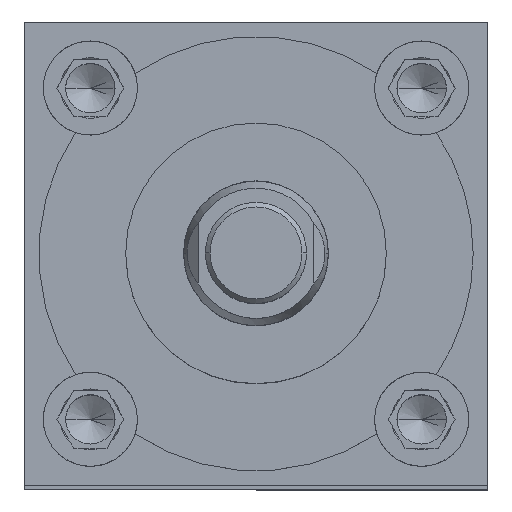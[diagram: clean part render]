
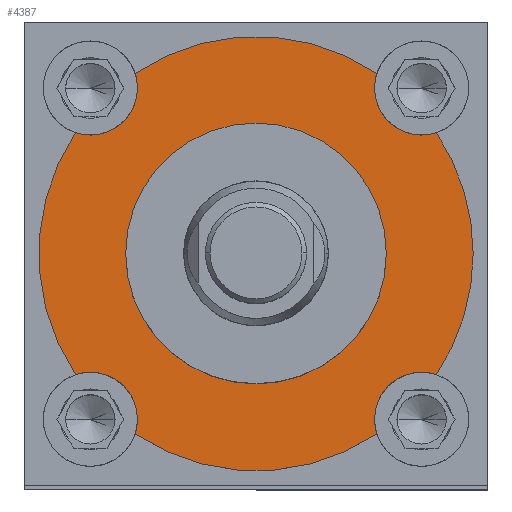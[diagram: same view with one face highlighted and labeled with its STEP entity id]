
A CAD part, top view. The second image highlights one B-rep face of the part: STEP entity #4387.
In plain terms, the highlighted planar face has unit normal (0, 0, 1).
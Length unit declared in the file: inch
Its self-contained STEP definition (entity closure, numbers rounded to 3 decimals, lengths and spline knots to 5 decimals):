
#57 = DIRECTION ( 'NONE',  ( 1., 0., 0. ) ) ;
#108 = EDGE_CURVE ( 'NONE', #4807, #140, #2793, .T. ) ;
#111 = CARTESIAN_POINT ( 'NONE',  ( 0.9375, 0., 11.62 ) ) ;
#140 = VERTEX_POINT ( 'NONE', #2976 ) ;
#154 = DIRECTION ( 'NONE',  ( 0., 0., 1. ) ) ;
#155 = DIRECTION ( 'NONE',  ( 1., 0., 0. ) ) ;
#166 = VERTEX_POINT ( 'NONE', #6016 ) ;
#169 = CARTESIAN_POINT ( 'NONE',  ( -0.715, -0.715, 11.62 ) ) ;
#180 = DIRECTION ( 'NONE',  ( 1., 0., 0. ) ) ;
#246 = VERTEX_POINT ( 'NONE', #5281 ) ;
#329 = CIRCLE ( 'NONE', #3441, 0.203 ) ;
#334 = DIRECTION ( 'NONE',  ( 0., 0., 1. ) ) ;
#436 = CARTESIAN_POINT ( 'NONE',  ( -0.715, 0.715, 11.62 ) ) ;
#545 = DIRECTION ( 'NONE',  ( 1., 0., 0. ) ) ;
#581 = CARTESIAN_POINT ( 'NONE',  ( 0., 0., 11.62 ) ) ;
#643 = CARTESIAN_POINT ( 'NONE',  ( 0., 0., 11.62 ) ) ;
#660 = CIRCLE ( 'NONE', #3148, 0.9375 ) ;
#672 = CIRCLE ( 'NONE', #4309, 0.203 ) ;
#677 = CARTESIAN_POINT ( 'NONE',  ( 0.715, 0.715, 11.62 ) ) ;
#738 = EDGE_CURVE ( 'NONE', #3815, #4600, #660, .T. ) ;
#843 = ORIENTED_EDGE ( 'NONE', *, *, #3642, .F. ) ;
#898 = AXIS2_PLACEMENT_3D ( 'NONE', #918, #334, #6265 ) ;
#918 = CARTESIAN_POINT ( 'NONE',  ( 0.715, -0.715, 11.62 ) ) ;
#925 = VERTEX_POINT ( 'NONE', #4034 ) ;
#965 = DIRECTION ( 'NONE',  ( 0., 0., 1. ) ) ;
#1005 = CIRCLE ( 'NONE', #1432, 0.203 ) ;
#1034 = ORIENTED_EDGE ( 'NONE', *, *, #5501, .T. ) ;
#1050 = EDGE_CURVE ( 'NONE', #925, #3564, #4707, .T. ) ;
#1150 = DIRECTION ( 'NONE',  ( 0., 0., 1. ) ) ;
#1151 = CIRCLE ( 'NONE', #4988, 0.9375 ) ;
#1153 = ORIENTED_EDGE ( 'NONE', *, *, #2289, .T. ) ;
#1207 = VERTEX_POINT ( 'NONE', #6030 ) ;
#1251 = CARTESIAN_POINT ( 'NONE',  ( -0.77859, -0.52222, 11.62 ) ) ;
#1432 = AXIS2_PLACEMENT_3D ( 'NONE', #677, #4612, #545 ) ;
#1437 = DIRECTION ( 'NONE',  ( 0., 0., 1. ) ) ;
#1489 = DIRECTION ( 'NONE',  ( 0., 0., 1. ) ) ;
#1572 = DIRECTION ( 'NONE',  ( 0., 0., 1. ) ) ;
#1578 = DIRECTION ( 'NONE',  ( 0., 0., 1. ) ) ;
#1593 = CARTESIAN_POINT ( 'NONE',  ( 0.77859, 0.52222, 11.62 ) ) ;
#1628 = CIRCLE ( 'NONE', #2973, 0.5625 ) ;
#1638 = VERTEX_POINT ( 'NONE', #4294 ) ;
#1684 = AXIS2_PLACEMENT_3D ( 'NONE', #436, #1437, #3915 ) ;
#1707 = AXIS2_PLACEMENT_3D ( 'NONE', #5586, #3655, #6169 ) ;
#1708 = EDGE_CURVE ( 'NONE', #1207, #4814, #5901, .T. ) ;
#1723 = DIRECTION ( 'NONE',  ( 0., 0., 1. ) ) ;
#1895 = VERTEX_POINT ( 'NONE', #1251 ) ;
#1899 = EDGE_CURVE ( 'NONE', #4814, #2374, #1151, .T. ) ;
#1994 = DIRECTION ( 'NONE',  ( 0., 0., 1. ) ) ;
#2066 = CARTESIAN_POINT ( 'NONE',  ( -0.5625, 0., 11.62 ) ) ;
#2224 = CARTESIAN_POINT ( 'NONE',  ( 0.715, 0.715, 11.62 ) ) ;
#2242 = VERTEX_POINT ( 'NONE', #3055 ) ;
#2288 = ORIENTED_EDGE ( 'NONE', *, *, #2722, .F. ) ;
#2289 = EDGE_CURVE ( 'NONE', #925, #166, #3787, .T. ) ;
#2354 = ORIENTED_EDGE ( 'NONE', *, *, #4368, .F. ) ;
#2374 = VERTEX_POINT ( 'NONE', #1593 ) ;
#2485 = AXIS2_PLACEMENT_3D ( 'NONE', #2849, #965, #2940 ) ;
#2490 = CARTESIAN_POINT ( 'NONE',  ( 0.512, -0.715, 11.62 ) ) ;
#2516 = FACE_OUTER_BOUND ( 'NONE', #3637, .T. ) ;
#2524 = VERTEX_POINT ( 'NONE', #2490 ) ;
#2569 = DIRECTION ( 'NONE',  ( 1., 0., 0. ) ) ;
#2608 = CARTESIAN_POINT ( 'NONE',  ( 0., 0., 11.62 ) ) ;
#2720 = CIRCLE ( 'NONE', #3547, 0.9375 ) ;
#2722 = EDGE_CURVE ( 'NONE', #1207, #2524, #672, .T. ) ;
#2793 = CIRCLE ( 'NONE', #6412, 0.5625 ) ;
#2836 = EDGE_CURVE ( 'NONE', #3564, #1895, #5141, .T. ) ;
#2849 = CARTESIAN_POINT ( 'NONE',  ( 0., 0., 11.62 ) ) ;
#2940 = DIRECTION ( 'NONE',  ( 1., 0., 0. ) ) ;
#2973 = AXIS2_PLACEMENT_3D ( 'NONE', #3512, #1489, #4498 ) ;
#2976 = CARTESIAN_POINT ( 'NONE',  ( 0.5625, 0., 11.62 ) ) ;
#3055 = CARTESIAN_POINT ( 'NONE',  ( 0.512, 0.715, 11.62 ) ) ;
#3071 = ORIENTED_EDGE ( 'NONE', *, *, #2836, .F. ) ;
#3097 = CIRCLE ( 'NONE', #4159, 0.203 ) ;
#3106 = FACE_BOUND ( 'NONE', #5226, .T. ) ;
#3148 = AXIS2_PLACEMENT_3D ( 'NONE', #4473, #1994, #3983 ) ;
#3167 = CARTESIAN_POINT ( 'NONE',  ( 0., 0., 11.62 ) ) ;
#3441 = AXIS2_PLACEMENT_3D ( 'NONE', #4515, #154, #57 ) ;
#3512 = CARTESIAN_POINT ( 'NONE',  ( 0., 0., 11.62 ) ) ;
#3547 = AXIS2_PLACEMENT_3D ( 'NONE', #2608, #4122, #5627 ) ;
#3564 = VERTEX_POINT ( 'NONE', #3981 ) ;
#3573 = ORIENTED_EDGE ( 'NONE', *, *, #3922, .F. ) ;
#3579 = CARTESIAN_POINT ( 'NONE',  ( 0.715, -0.715, 11.62 ) ) ;
#3637 = EDGE_LOOP ( 'NONE', ( #2288, #5419, #5363, #2354, #843, #4834, #4390, #4371, #1034, #3071, #3977, #1153, #5089 ) ) ;
#3642 = EDGE_CURVE ( 'NONE', #3815, #2242, #3097, .T. ) ;
#3655 = DIRECTION ( 'NONE',  ( 0., 0., 1. ) ) ;
#3713 = CARTESIAN_POINT ( 'NONE',  ( -0.715, -0.715, 11.62 ) ) ;
#3757 = EDGE_CURVE ( 'NONE', #2524, #166, #5045, .T. ) ;
#3787 = CIRCLE ( 'NONE', #1707, 0.9375 ) ;
#3815 = VERTEX_POINT ( 'NONE', #3913 ) ;
#3913 = CARTESIAN_POINT ( 'NONE',  ( 0.52222, 0.77859, 11.62 ) ) ;
#3915 = DIRECTION ( 'NONE',  ( 1., 0., 0. ) ) ;
#3922 = EDGE_CURVE ( 'NONE', #140, #4807, #1628, .T. ) ;
#3946 = DIRECTION ( 'NONE',  ( 1., 0., 0. ) ) ;
#3977 = ORIENTED_EDGE ( 'NONE', *, *, #1050, .F. ) ;
#3981 = CARTESIAN_POINT ( 'NONE',  ( -0.512, -0.715, 11.62 ) ) ;
#3983 = DIRECTION ( 'NONE',  ( 1., 0., 0. ) ) ;
#4034 = CARTESIAN_POINT ( 'NONE',  ( -0.52222, -0.77859, 11.62 ) ) ;
#4096 = ORIENTED_EDGE ( 'NONE', *, *, #108, .F. ) ;
#4122 = DIRECTION ( 'NONE',  ( 0., 0., 1. ) ) ;
#4133 = PLANE ( 'NONE',  #5458 ) ;
#4159 = AXIS2_PLACEMENT_3D ( 'NONE', #2224, #4633, #180 ) ;
#4197 = AXIS2_PLACEMENT_3D ( 'NONE', #169, #6298, #3946 ) ;
#4294 = CARTESIAN_POINT ( 'NONE',  ( -0.77859, 0.52222, 11.62 ) ) ;
#4309 = AXIS2_PLACEMENT_3D ( 'NONE', #3579, #1723, #2569 ) ;
#4368 = EDGE_CURVE ( 'NONE', #2242, #2374, #1005, .T. ) ;
#4371 = ORIENTED_EDGE ( 'NONE', *, *, #5120, .F. ) ;
#4387 = ADVANCED_FACE ( 'NONE', ( #2516, #3106 ), #4133, .T. ) ;
#4390 = ORIENTED_EDGE ( 'NONE', *, *, #5825, .F. ) ;
#4473 = CARTESIAN_POINT ( 'NONE',  ( 0., 0., 11.62 ) ) ;
#4498 = DIRECTION ( 'NONE',  ( 1., 0., 0. ) ) ;
#4515 = CARTESIAN_POINT ( 'NONE',  ( -0.715, 0.715, 11.62 ) ) ;
#4600 = VERTEX_POINT ( 'NONE', #5395 ) ;
#4612 = DIRECTION ( 'NONE',  ( 0., 0., 1. ) ) ;
#4633 = DIRECTION ( 'NONE',  ( 0., 0., 1. ) ) ;
#4707 = CIRCLE ( 'NONE', #4197, 0.203 ) ;
#4807 = VERTEX_POINT ( 'NONE', #2066 ) ;
#4814 = VERTEX_POINT ( 'NONE', #111 ) ;
#4834 = ORIENTED_EDGE ( 'NONE', *, *, #738, .T. ) ;
#4988 = AXIS2_PLACEMENT_3D ( 'NONE', #3167, #1150, #5119 ) ;
#5045 = CIRCLE ( 'NONE', #898, 0.203 ) ;
#5089 = ORIENTED_EDGE ( 'NONE', *, *, #3757, .F. ) ;
#5100 = DIRECTION ( 'NONE',  ( 0., 0., 1. ) ) ;
#5119 = DIRECTION ( 'NONE',  ( 1., 0., 0. ) ) ;
#5120 = EDGE_CURVE ( 'NONE', #1638, #246, #329, .T. ) ;
#5141 = CIRCLE ( 'NONE', #5946, 0.203 ) ;
#5226 = EDGE_LOOP ( 'NONE', ( #4096, #3573 ) ) ;
#5281 = CARTESIAN_POINT ( 'NONE',  ( -0.512, 0.715, 11.62 ) ) ;
#5363 = ORIENTED_EDGE ( 'NONE', *, *, #1899, .T. ) ;
#5395 = CARTESIAN_POINT ( 'NONE',  ( -0.52222, 0.77859, 11.62 ) ) ;
#5419 = ORIENTED_EDGE ( 'NONE', *, *, #1708, .T. ) ;
#5458 = AXIS2_PLACEMENT_3D ( 'NONE', #643, #1572, #155 ) ;
#5501 = EDGE_CURVE ( 'NONE', #1638, #1895, #2720, .T. ) ;
#5586 = CARTESIAN_POINT ( 'NONE',  ( 0., 0., 11.62 ) ) ;
#5627 = DIRECTION ( 'NONE',  ( 1., 0., 0. ) ) ;
#5723 = CIRCLE ( 'NONE', #1684, 0.203 ) ;
#5825 = EDGE_CURVE ( 'NONE', #246, #4600, #5723, .T. ) ;
#5901 = CIRCLE ( 'NONE', #2485, 0.9375 ) ;
#5946 = AXIS2_PLACEMENT_3D ( 'NONE', #3713, #5100, #6165 ) ;
#6016 = CARTESIAN_POINT ( 'NONE',  ( 0.52222, -0.77859, 11.62 ) ) ;
#6030 = CARTESIAN_POINT ( 'NONE',  ( 0.77859, -0.52222, 11.62 ) ) ;
#6054 = DIRECTION ( 'NONE',  ( 1., 0., 0. ) ) ;
#6165 = DIRECTION ( 'NONE',  ( 1., 0., 0. ) ) ;
#6169 = DIRECTION ( 'NONE',  ( 1., 0., 0. ) ) ;
#6265 = DIRECTION ( 'NONE',  ( 1., 0., 0. ) ) ;
#6298 = DIRECTION ( 'NONE',  ( 0., 0., 1. ) ) ;
#6412 = AXIS2_PLACEMENT_3D ( 'NONE', #581, #1578, #6054 ) ;
